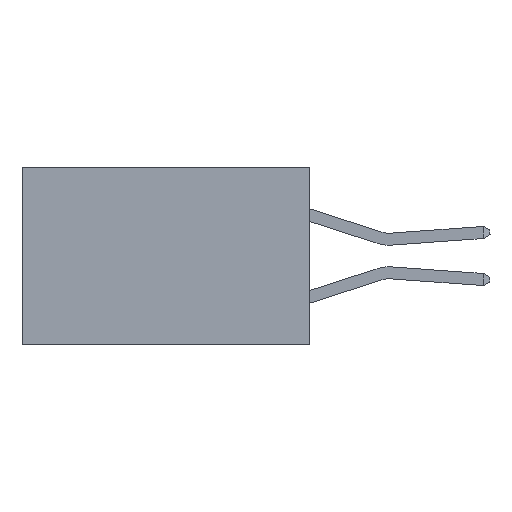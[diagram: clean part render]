
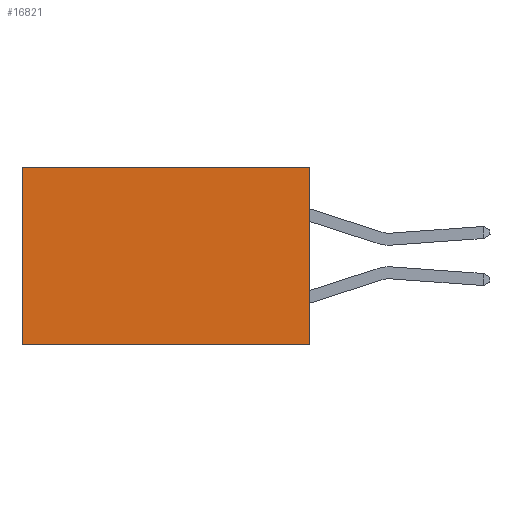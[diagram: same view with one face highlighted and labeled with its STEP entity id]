
A CAD part, left-side view. The second image highlights one B-rep face of the part: STEP entity #16821.
In plain terms, the highlighted planar face has unit normal (-1, 0, 0).
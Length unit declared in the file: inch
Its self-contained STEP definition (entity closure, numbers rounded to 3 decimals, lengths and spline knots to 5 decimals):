
#59 = EDGE_CURVE ( 'NONE', #4973, #4376, #1310, .T. ) ;
#483 = LINE ( 'NONE', #5591, #4528 ) ;
#1179 = VECTOR ( 'NONE', #18161, 39.37008 ) ;
#1293 = DIRECTION ( 'NONE',  ( 0., 1., 0. ) ) ;
#1310 = LINE ( 'NONE', #14523, #10185 ) ;
#2482 = LINE ( 'NONE', #2993, #20068 ) ;
#2993 = CARTESIAN_POINT ( 'NONE',  ( 0.298, 0., 0. ) ) ;
#3439 = ORIENTED_EDGE ( 'NONE', *, *, #59, .T. ) ;
#3827 = CARTESIAN_POINT ( 'NONE',  ( 0.298, 0.6, 0. ) ) ;
#4376 = VERTEX_POINT ( 'NONE', #3827 ) ;
#4528 = VECTOR ( 'NONE', #17528, 39.37008 ) ;
#4541 = CARTESIAN_POINT ( 'NONE',  ( 0.298, 0.6, 0. ) ) ;
#4973 = VERTEX_POINT ( 'NONE', #21586 ) ;
#5591 = CARTESIAN_POINT ( 'NONE',  ( 0.298, 0., -0.37 ) ) ;
#5676 = VERTEX_POINT ( 'NONE', #16619 ) ;
#7602 = EDGE_CURVE ( 'NONE', #4376, #5676, #19874, .T. ) ;
#9751 = EDGE_CURVE ( 'NONE', #4973, #21130, #2482, .T. ) ;
#9960 = PLANE ( 'NONE',  #19184 ) ;
#10036 = CARTESIAN_POINT ( 'NONE',  ( 0.298, 0., 0. ) ) ;
#10185 = VECTOR ( 'NONE', #1293, 39.37008 ) ;
#11447 = FACE_OUTER_BOUND ( 'NONE', #19756, .T. ) ;
#11735 = DIRECTION ( 'NONE',  ( 0., 0., -1. ) ) ;
#11835 = EDGE_CURVE ( 'NONE', #21130, #5676, #483, .T. ) ;
#14523 = CARTESIAN_POINT ( 'NONE',  ( 0.298, 0., 0. ) ) ;
#14819 = ORIENTED_EDGE ( 'NONE', *, *, #11835, .F. ) ;
#15131 = CARTESIAN_POINT ( 'NONE',  ( 0.298, 0., -0.37 ) ) ;
#16619 = CARTESIAN_POINT ( 'NONE',  ( 0.298, 0.6, -0.37 ) ) ;
#16821 = ADVANCED_FACE ( 'NONE', ( #11447 ), #9960, .F. ) ;
#17528 = DIRECTION ( 'NONE',  ( 0., 1., 0. ) ) ;
#18011 = ORIENTED_EDGE ( 'NONE', *, *, #7602, .T. ) ;
#18161 = DIRECTION ( 'NONE',  ( 0., 0., -1. ) ) ;
#19184 = AXIS2_PLACEMENT_3D ( 'NONE', #10036, #21925, #11735 ) ;
#19756 = EDGE_LOOP ( 'NONE', ( #18011, #14819, #21894, #3439 ) ) ;
#19874 = LINE ( 'NONE', #4541, #1179 ) ;
#20025 = DIRECTION ( 'NONE',  ( 0., 0., -1. ) ) ;
#20068 = VECTOR ( 'NONE', #20025, 39.37008 ) ;
#21130 = VERTEX_POINT ( 'NONE', #15131 ) ;
#21586 = CARTESIAN_POINT ( 'NONE',  ( 0.298, 0., 0. ) ) ;
#21894 = ORIENTED_EDGE ( 'NONE', *, *, #9751, .F. ) ;
#21925 = DIRECTION ( 'NONE',  ( 1., 0., 0. ) ) ;
